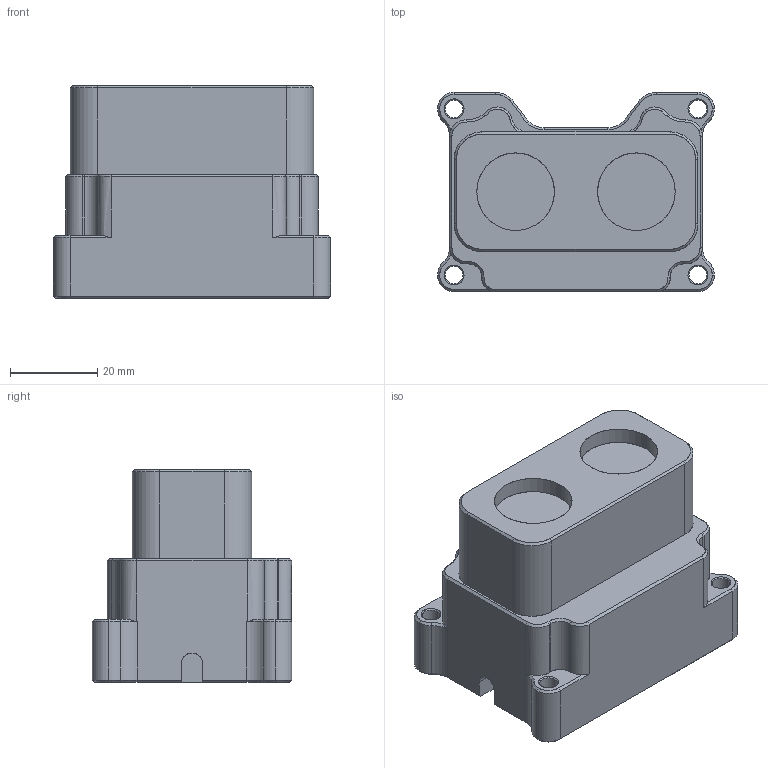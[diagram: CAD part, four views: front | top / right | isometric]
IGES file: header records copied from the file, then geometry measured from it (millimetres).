
Start section: SolidWorks IGES file using analytic representation for surfaces
Global section: file name: LD-1 Rev D-Customer Model.IGS; native system: SolidWorks 2007; preprocessor: SolidWorks 2007; author: T; date: 190325.151806; units: inch
Bounding box: 63.5 x 45.72 x 48.77 mm (x, y, z)
Surface area: 14910.6 mm2 (no closed solid volume)
Topology: 0 solids, 0 shells, 172 faces, 1590 edges, 1590 vertices
Faces by surface type: revolution 114, bspline 58
